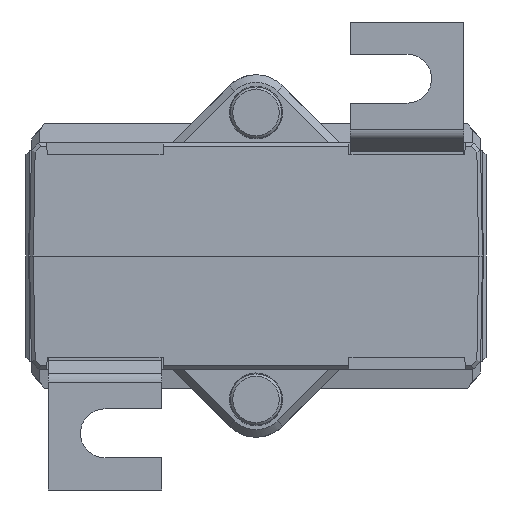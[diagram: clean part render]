
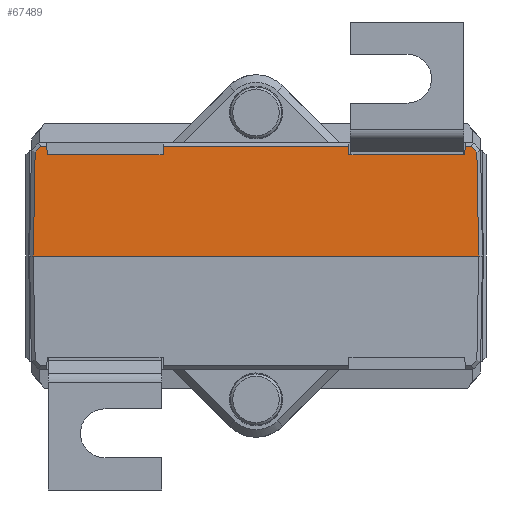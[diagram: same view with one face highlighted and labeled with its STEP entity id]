
A CAD part, front view. The second image highlights one B-rep face of the part: STEP entity #67489.
In plain terms, the highlighted planar face has unit normal (0, -1, 0.018).
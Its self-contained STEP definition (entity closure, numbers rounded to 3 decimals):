
#3180 = CARTESIAN_POINT ( 'NONE',  ( -28.72, -25.497, 14.5 ) ) ;
#3182 = LINE ( 'NONE', #3180, #3233 ) ;
#3232 = DIRECTION ( 'NONE',  ( -1., 0., 0. ) ) ;
#3233 = VECTOR ( 'NONE', #3232, 1000. ) ;
#4379 = CARTESIAN_POINT ( 'NONE',  ( 27.693, -25.497, 14.5 ) ) ;
#4603 = CARTESIAN_POINT ( 'NONE',  ( -27.693, -25.497, 14.5 ) ) ;
#4850 = CARTESIAN_POINT ( 'NONE',  ( 29.259, -25.51, 13.775 ) ) ;
#4883 = DIRECTION ( 'NONE',  ( 0.009, -0.017, -1. ) ) ;
#4884 = VECTOR ( 'NONE', #4883, 1000. ) ;
#4890 = CARTESIAN_POINT ( 'NONE',  ( -27.566, -25.75, 0.021 ) ) ;
#4891 = LINE ( 'NONE', #4890, #4884 ) ;
#10017 = CARTESIAN_POINT ( 'NONE',  ( -27.683, -25.516, 13.4 ) ) ;
#10086 = DIRECTION ( 'NONE',  ( 0.009, 0.017, 1. ) ) ;
#10087 = VECTOR ( 'NONE', #10086, 1000. ) ;
#10088 = CARTESIAN_POINT ( 'NONE',  ( -12.435, -25.753, -0.153 ) ) ;
#10093 = LINE ( 'NONE', #10088, #10087 ) ;
#11006 = DIRECTION ( 'NONE',  ( 1., 0., 0. ) ) ;
#11007 = VECTOR ( 'NONE', #11006, 1000. ) ;
#11008 = CARTESIAN_POINT ( 'NONE',  ( -30., -25.516, 13.4 ) ) ;
#11023 = LINE ( 'NONE', #11008, #11007 ) ;
#19222 = DIRECTION ( 'NONE',  ( -1., 0., 0. ) ) ;
#19223 = VECTOR ( 'NONE', #19222, 1000. ) ;
#19224 = CARTESIAN_POINT ( 'NONE',  ( -28.72, -25.497, 14.5 ) ) ;
#19225 = LINE ( 'NONE', #19224, #19223 ) ;
#19502 = DIRECTION ( 'NONE',  ( 0.009, 0.017, 1. ) ) ;
#19503 = CARTESIAN_POINT ( 'NONE',  ( 27.562, -25.759, -0.502 ) ) ;
#19504 = LINE ( 'NONE', #19503, #19560 ) ;
#19507 = DIRECTION ( 'NONE',  ( -1., 0., 0. ) ) ;
#19508 = VECTOR ( 'NONE', #19507, 1000. ) ;
#19510 = CARTESIAN_POINT ( 'NONE',  ( -30., -25.516, 13.4 ) ) ;
#19511 = LINE ( 'NONE', #19510, #19508 ) ;
#19525 = DIRECTION ( 'NONE',  ( 0.009, -0.017, -1. ) ) ;
#19526 = VECTOR ( 'NONE', #19525, 1000. ) ;
#19527 = CARTESIAN_POINT ( 'NONE',  ( 12.43, -25.744, 0.37 ) ) ;
#19528 = LINE ( 'NONE', #19527, #19526 ) ;
#19560 = VECTOR ( 'NONE', #19502, 1000. ) ;
#20483 = CARTESIAN_POINT ( 'NONE',  ( 12.317, -25.516, 13.4 ) ) ;
#20564 = CARTESIAN_POINT ( 'NONE',  ( 12.307, -25.497, 14.5 ) ) ;
#21117 = VECTOR ( 'NONE', #21281, 1000. ) ;
#21118 = CARTESIAN_POINT ( 'NONE',  ( -28.72, -25.497, 14.5 ) ) ;
#21120 = LINE ( 'NONE', #21118, #21117 ) ;
#21281 = DIRECTION ( 'NONE',  ( -1., 0., 0. ) ) ;
#21708 = LINE ( 'NONE', #21720, #21746 ) ;
#21720 = CARTESIAN_POINT ( 'NONE',  ( 28.368, -25.495, 14.636 ) ) ;
#21745 = DIRECTION ( 'NONE',  ( -0.719, 0.012, 0.695 ) ) ;
#21746 = VECTOR ( 'NONE', #21745, 1000. ) ;
#21787 = CARTESIAN_POINT ( 'NONE',  ( 29.482, -25.732, 1.038 ) ) ;
#21788 = LINE ( 'NONE', #21787, #21863 ) ;
#21815 = CARTESIAN_POINT ( 'NONE',  ( 28.509, -25.497, 14.5 ) ) ;
#21844 = DIRECTION ( 'NONE',  ( -0.017, -0.017, -1. ) ) ;
#21845 = VECTOR ( 'NONE', #21844, 1000. ) ;
#21846 = CARTESIAN_POINT ( 'NONE',  ( -29.5, -25.75, -0.009 ) ) ;
#21849 = LINE ( 'NONE', #21846, #21845 ) ;
#21862 = DIRECTION ( 'NONE',  ( -0.017, 0.017, 1. ) ) ;
#21863 = VECTOR ( 'NONE', #21862, 1000. ) ;
#21936 = DIRECTION ( 'NONE',  ( 0., -0.017, -1. ) ) ;
#21937 = DIRECTION ( 'NONE',  ( 0., -1., 0.017 ) ) ;
#21942 = AXIS2_PLACEMENT_3D ( 'NONE', #21951, #21937, #21936 ) ;
#21947 = FACE_OUTER_BOUND ( 'NONE', #38054, .T. ) ;
#21951 = CARTESIAN_POINT ( 'NONE',  ( -30., -25.75, 0. ) ) ;
#21955 = PLANE ( 'NONE',  #21942 ) ;
#32343 = CARTESIAN_POINT ( 'NONE',  ( -29.259, -25.51, 13.776 ) ) ;
#37815 = VERTEX_POINT ( 'NONE', #62009 ) ;
#37866 = VERTEX_POINT ( 'NONE', #62040 ) ;
#38054 = EDGE_LOOP ( 'NONE', ( #50441, #50536, #48887, #47608, #41760, #47492, #47258, #66832, #66606, #62864, #60283, #66574, #41964, #67336 ) ) ;
#38151 = VERTEX_POINT ( 'NONE', #62408 ) ;
#41393 = VERTEX_POINT ( 'NONE', #67760 ) ;
#41402 = EDGE_CURVE ( 'NONE', #41421, #41393, #67812, .T. ) ;
#41421 = VERTEX_POINT ( 'NONE', #67850 ) ;
#41760 = ORIENTED_EDGE ( 'NONE', *, *, #47621, .T. ) ;
#41964 = ORIENTED_EDGE ( 'NONE', *, *, #60273, .F. ) ;
#45178 = VERTEX_POINT ( 'NONE', #32343 ) ;
#47258 = ORIENTED_EDGE ( 'NONE', *, *, #41402, .T. ) ;
#47346 = VERTEX_POINT ( 'NONE', #73221 ) ;
#47492 = ORIENTED_EDGE ( 'NONE', *, *, #67252, .T. ) ;
#47608 = ORIENTED_EDGE ( 'NONE', *, *, #48070, .T. ) ;
#47621 = EDGE_CURVE ( 'NONE', #37815, #45178, #74083, .T. ) ;
#48070 = EDGE_CURVE ( 'NONE', #48355, #37815, #3182, .T. ) ;
#48199 = VERTEX_POINT ( 'NONE', #4379 ) ;
#48355 = VERTEX_POINT ( 'NONE', #4603 ) ;
#48485 = VERTEX_POINT ( 'NONE', #4850 ) ;
#48502 = EDGE_CURVE ( 'NONE', #48355, #49819, #4891, .T. ) ;
#48887 = ORIENTED_EDGE ( 'NONE', *, *, #48502, .F. ) ;
#49771 = EDGE_CURVE ( 'NONE', #38151, #37866, #10093, .T. ) ;
#49819 = VERTEX_POINT ( 'NONE', #10017 ) ;
#50189 = EDGE_CURVE ( 'NONE', #49819, #38151, #11023, .T. ) ;
#50441 = ORIENTED_EDGE ( 'NONE', *, *, #49771, .F. ) ;
#50536 = ORIENTED_EDGE ( 'NONE', *, *, #50189, .F. ) ;
#60262 = EDGE_CURVE ( 'NONE', #62449, #37866, #19225, .T. ) ;
#60273 = EDGE_CURVE ( 'NONE', #62449, #62131, #19528, .T. ) ;
#60283 = ORIENTED_EDGE ( 'NONE', *, *, #60287, .F. ) ;
#60284 = EDGE_CURVE ( 'NONE', #47346, #62131, #19511, .T. ) ;
#60287 = EDGE_CURVE ( 'NONE', #47346, #48199, #19504, .T. ) ;
#62009 = CARTESIAN_POINT ( 'NONE',  ( -28.509, -25.497, 14.5 ) ) ;
#62040 = CARTESIAN_POINT ( 'NONE',  ( -12.307, -25.497, 14.5 ) ) ;
#62131 = VERTEX_POINT ( 'NONE', #20483 ) ;
#62408 = CARTESIAN_POINT ( 'NONE',  ( -12.317, -25.516, 13.4 ) ) ;
#62449 = VERTEX_POINT ( 'NONE', #20564 ) ;
#62864 = ORIENTED_EDGE ( 'NONE', *, *, #66540, .T. ) ;
#66540 = EDGE_CURVE ( 'NONE', #67161, #48199, #21120, .T. ) ;
#66574 = ORIENTED_EDGE ( 'NONE', *, *, #60284, .T. ) ;
#66606 = ORIENTED_EDGE ( 'NONE', *, *, #66873, .T. ) ;
#66832 = ORIENTED_EDGE ( 'NONE', *, *, #67145, .T. ) ;
#66873 = EDGE_CURVE ( 'NONE', #48485, #67161, #21708, .T. ) ;
#67145 = EDGE_CURVE ( 'NONE', #41393, #48485, #21788, .T. ) ;
#67161 = VERTEX_POINT ( 'NONE', #21815 ) ;
#67252 = EDGE_CURVE ( 'NONE', #45178, #41421, #21849, .T. ) ;
#67336 = ORIENTED_EDGE ( 'NONE', *, *, #60262, .T. ) ;
#67489 = ADVANCED_FACE ( 'NONE', ( #21947 ), #21955, .T. ) ;
#67760 = CARTESIAN_POINT ( 'NONE',  ( 29.5, -25.75, 0. ) ) ;
#67801 = DIRECTION ( 'NONE',  ( 1., 0., 0. ) ) ;
#67802 = VECTOR ( 'NONE', #67801, 1000. ) ;
#67803 = CARTESIAN_POINT ( 'NONE',  ( -30., -25.75, 0. ) ) ;
#67812 = LINE ( 'NONE', #67803, #67802 ) ;
#67850 = CARTESIAN_POINT ( 'NONE',  ( -29.5, -25.75, 0. ) ) ;
#73221 = CARTESIAN_POINT ( 'NONE',  ( 27.683, -25.516, 13.4 ) ) ;
#74076 = DIRECTION ( 'NONE',  ( -0.719, -0.012, -0.695 ) ) ;
#74077 = VECTOR ( 'NONE', #74076, 1000. ) ;
#74079 = CARTESIAN_POINT ( 'NONE',  ( -29.404, -25.512, 13.636 ) ) ;
#74083 = LINE ( 'NONE', #74079, #74077 ) ;
